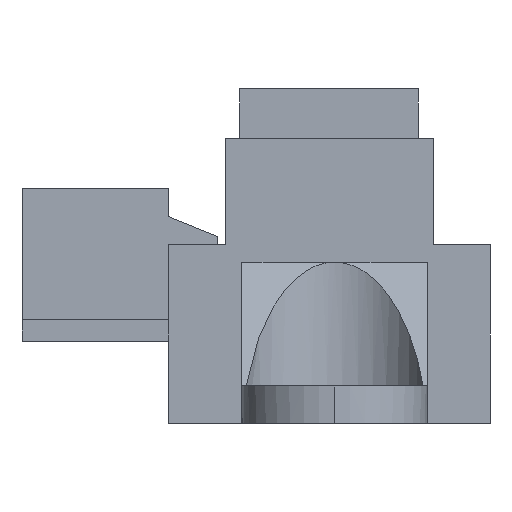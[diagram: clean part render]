
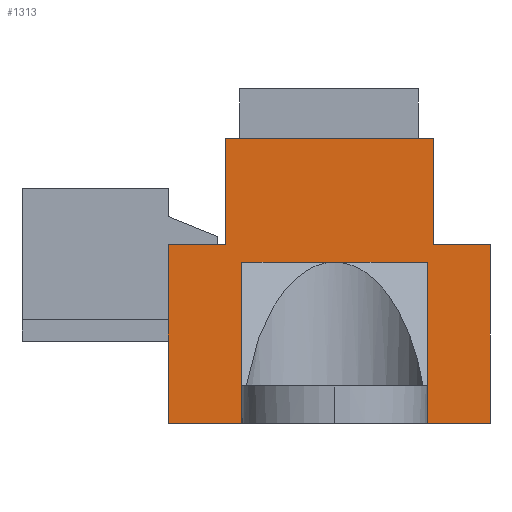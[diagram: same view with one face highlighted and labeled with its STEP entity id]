
A CAD part, left-side view. The second image highlights one B-rep face of the part: STEP entity #1313.
In plain terms, the highlighted planar face has unit normal (-1, 0, 0).
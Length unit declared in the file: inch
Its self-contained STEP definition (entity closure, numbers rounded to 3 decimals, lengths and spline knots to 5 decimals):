
#8 = ORIENTED_EDGE ( 'NONE', *, *, #1532, .F. ) ;
#32 = VECTOR ( 'NONE', #2518, 39.37008 ) ;
#43 = DIRECTION ( 'NONE',  ( 0., -1., 0. ) ) ;
#145 = VERTEX_POINT ( 'NONE', #2430 ) ;
#202 = EDGE_CURVE ( 'NONE', #2385, #2004, #2020, .T. ) ;
#224 = CARTESIAN_POINT ( 'NONE',  ( 0., 0.39461, 0.50394 ) ) ;
#230 = CARTESIAN_POINT ( 'NONE',  ( 0., 0., 0.24803 ) ) ;
#248 = DIRECTION ( 'NONE',  ( 0., 0., -1. ) ) ;
#249 = EDGE_CURVE ( 'NONE', #1764, #1281, #301, .T. ) ;
#270 = LINE ( 'NONE', #687, #2401 ) ;
#301 = LINE ( 'NONE', #1922, #1322 ) ;
#308 = CARTESIAN_POINT ( 'NONE',  ( 0., 0.51181, 0.24803 ) ) ;
#335 = VECTOR ( 'NONE', #386, 39.37008 ) ;
#370 = CARTESIAN_POINT ( 'NONE',  ( 0., 0., 0.24803 ) ) ;
#377 = VECTOR ( 'NONE', #1953, 39.37008 ) ;
#385 = ORIENTED_EDGE ( 'NONE', *, *, #249, .T. ) ;
#386 = DIRECTION ( 'NONE',  ( 0., 0., 1. ) ) ;
#424 = ORIENTED_EDGE ( 'NONE', *, *, #805, .T. ) ;
#432 = ORIENTED_EDGE ( 'NONE', *, *, #2131, .F. ) ;
#443 = LINE ( 'NONE', #1887, #511 ) ;
#450 = VECTOR ( 'NONE', #533, 39.37008 ) ;
#510 = ORIENTED_EDGE ( 'NONE', *, *, #2140, .T. ) ;
#511 = VECTOR ( 'NONE', #43, 39.37008 ) ;
#533 = DIRECTION ( 'NONE',  ( 0., -1., 0. ) ) ;
#548 = VERTEX_POINT ( 'NONE', #224 ) ;
#581 = AXIS2_PLACEMENT_3D ( 'NONE', #716, #1737, #1127 ) ;
#636 = CARTESIAN_POINT ( 'NONE',  ( 0., 0.51181, 0.5315 ) ) ;
#653 = CARTESIAN_POINT ( 'NONE',  ( 0., 0.51181, 0.5315 ) ) ;
#687 = CARTESIAN_POINT ( 'NONE',  ( 0., 0., 0.50394 ) ) ;
#716 = CARTESIAN_POINT ( 'NONE',  ( 0., 0., 0.24803 ) ) ;
#805 = EDGE_CURVE ( 'NONE', #1709, #548, #1616, .T. ) ;
#816 = DIRECTION ( 'NONE',  ( 0., -1., 0. ) ) ;
#828 = ORIENTED_EDGE ( 'NONE', *, *, #899, .F. ) ;
#832 = EDGE_CURVE ( 'NONE', #2004, #145, #2105, .T. ) ;
#867 = LINE ( 'NONE', #981, #335 ) ;
#869 = CARTESIAN_POINT ( 'NONE',  ( 0., 0.42126, 0.70079 ) ) ;
#899 = EDGE_CURVE ( 'NONE', #1234, #1440, #867, .T. ) ;
#906 = CARTESIAN_POINT ( 'NONE',  ( 0., 0., 0.70079 ) ) ;
#911 = PLANE ( 'NONE',  #581 ) ;
#972 = LINE ( 'NONE', #230, #2022 ) ;
#981 = CARTESIAN_POINT ( 'NONE',  ( 0., 0.42126, 0.5315 ) ) ;
#984 = LINE ( 'NONE', #308, #377 ) ;
#994 = ORIENTED_EDGE ( 'NONE', *, *, #1720, .T. ) ;
#1028 = CARTESIAN_POINT ( 'NONE',  ( 0., 0.51181, 0.24803 ) ) ;
#1117 = ORIENTED_EDGE ( 'NONE', *, *, #1624, .T. ) ;
#1121 = ORIENTED_EDGE ( 'NONE', *, *, #1351, .F. ) ;
#1122 = DIRECTION ( 'NONE',  ( 0., -1., 0. ) ) ;
#1125 = LINE ( 'NONE', #653, #1674 ) ;
#1127 = DIRECTION ( 'NONE',  ( 0., 0., -1. ) ) ;
#1143 = DIRECTION ( 'NONE',  ( 0., 1., 0. ) ) ;
#1150 = VERTEX_POINT ( 'NONE', #1028 ) ;
#1234 = VERTEX_POINT ( 'NONE', #2537 ) ;
#1280 = ORIENTED_EDGE ( 'NONE', *, *, #832, .F. ) ;
#1281 = VERTEX_POINT ( 'NONE', #2560 ) ;
#1313 = ADVANCED_FACE ( 'NONE', ( #2142 ), #911, .F. ) ;
#1322 = VECTOR ( 'NONE', #2563, 39.37008 ) ;
#1351 = EDGE_CURVE ( 'NONE', #2263, #1281, #972, .T. ) ;
#1368 = VERTEX_POINT ( 'NONE', #636 ) ;
#1440 = VERTEX_POINT ( 'NONE', #869 ) ;
#1446 = CARTESIAN_POINT ( 'NONE',  ( 0., 0.51181, 0.70079 ) ) ;
#1458 = VECTOR ( 'NONE', #248, 39.37008 ) ;
#1478 = CARTESIAN_POINT ( 'NONE',  ( 0., 0., 0.24803 ) ) ;
#1512 = EDGE_LOOP ( 'NONE', ( #1280, #2236, #432, #828, #1780, #8, #510, #424, #994, #1117, #385, #1121, #2159 ) ) ;
#1532 = EDGE_CURVE ( 'NONE', #1150, #1368, #1622, .T. ) ;
#1534 = VECTOR ( 'NONE', #1122, 39.37008 ) ;
#1554 = VECTOR ( 'NONE', #2472, 39.37008 ) ;
#1602 = LINE ( 'NONE', #906, #1534 ) ;
#1614 = CARTESIAN_POINT ( 'NONE',  ( 0., 0.09055, 0.5315 ) ) ;
#1616 = LINE ( 'NONE', #1772, #2657 ) ;
#1622 = LINE ( 'NONE', #1446, #1554 ) ;
#1624 = EDGE_CURVE ( 'NONE', #1791, #1764, #270, .T. ) ;
#1639 = CARTESIAN_POINT ( 'NONE',  ( 0., 0.24697, 0.50394 ) ) ;
#1674 = VECTOR ( 'NONE', #2301, 39.37008 ) ;
#1709 = VERTEX_POINT ( 'NONE', #2106 ) ;
#1720 = EDGE_CURVE ( 'NONE', #548, #1791, #443, .T. ) ;
#1737 = DIRECTION ( 'NONE',  ( 1., 0., 0. ) ) ;
#1764 = VERTEX_POINT ( 'NONE', #2545 ) ;
#1772 = CARTESIAN_POINT ( 'NONE',  ( 0., 0.39461, 0.70079 ) ) ;
#1780 = ORIENTED_EDGE ( 'NONE', *, *, #2490, .F. ) ;
#1791 = VERTEX_POINT ( 'NONE', #1639 ) ;
#1887 = CARTESIAN_POINT ( 'NONE',  ( 0., 0., 0.50394 ) ) ;
#1922 = CARTESIAN_POINT ( 'NONE',  ( 0., 0.09934, 0.24803 ) ) ;
#1953 = DIRECTION ( 'NONE',  ( 0., -1., 0. ) ) ;
#1988 = DIRECTION ( 'NONE',  ( 0., 0., 1. ) ) ;
#2004 = VERTEX_POINT ( 'NONE', #1614 ) ;
#2020 = LINE ( 'NONE', #2054, #1458 ) ;
#2022 = VECTOR ( 'NONE', #1143, 39.37008 ) ;
#2054 = CARTESIAN_POINT ( 'NONE',  ( 0., 0.09055, 0.70079 ) ) ;
#2105 = LINE ( 'NONE', #2145, #450 ) ;
#2106 = CARTESIAN_POINT ( 'NONE',  ( 0., 0.39461, 0.24803 ) ) ;
#2131 = EDGE_CURVE ( 'NONE', #1440, #2385, #1602, .T. ) ;
#2140 = EDGE_CURVE ( 'NONE', #1150, #1709, #984, .T. ) ;
#2142 = FACE_OUTER_BOUND ( 'NONE', #1512, .T. ) ;
#2145 = CARTESIAN_POINT ( 'NONE',  ( 0., 0.09055, 0.5315 ) ) ;
#2159 = ORIENTED_EDGE ( 'NONE', *, *, #2509, .F. ) ;
#2161 = LINE ( 'NONE', #1478, #32 ) ;
#2236 = ORIENTED_EDGE ( 'NONE', *, *, #202, .F. ) ;
#2263 = VERTEX_POINT ( 'NONE', #370 ) ;
#2301 = DIRECTION ( 'NONE',  ( 0., -1., 0. ) ) ;
#2385 = VERTEX_POINT ( 'NONE', #2683 ) ;
#2401 = VECTOR ( 'NONE', #816, 39.37008 ) ;
#2430 = CARTESIAN_POINT ( 'NONE',  ( 0., 0., 0.5315 ) ) ;
#2472 = DIRECTION ( 'NONE',  ( 0., 0., 1. ) ) ;
#2490 = EDGE_CURVE ( 'NONE', #1368, #1234, #1125, .T. ) ;
#2509 = EDGE_CURVE ( 'NONE', #145, #2263, #2161, .T. ) ;
#2518 = DIRECTION ( 'NONE',  ( 0., 0., -1. ) ) ;
#2537 = CARTESIAN_POINT ( 'NONE',  ( 0., 0.42126, 0.5315 ) ) ;
#2545 = CARTESIAN_POINT ( 'NONE',  ( 0., 0.09934, 0.50394 ) ) ;
#2560 = CARTESIAN_POINT ( 'NONE',  ( 0., 0.09934, 0.24803 ) ) ;
#2563 = DIRECTION ( 'NONE',  ( 0., 0., -1. ) ) ;
#2657 = VECTOR ( 'NONE', #1988, 39.37008 ) ;
#2683 = CARTESIAN_POINT ( 'NONE',  ( 0., 0.09055, 0.70079 ) ) ;
